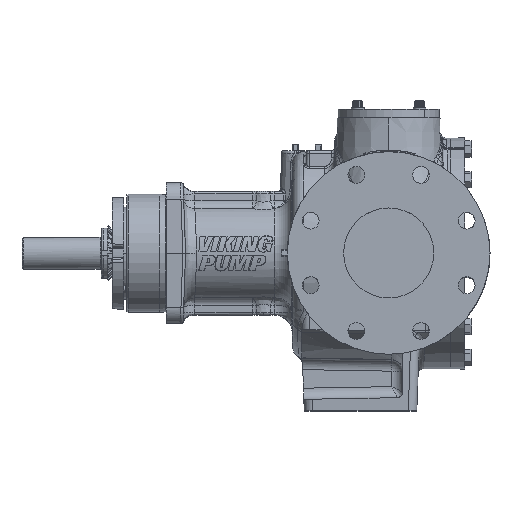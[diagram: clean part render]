
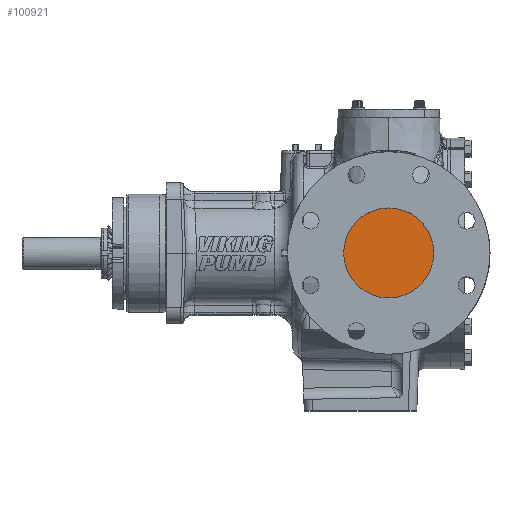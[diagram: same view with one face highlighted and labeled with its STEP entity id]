
A CAD part, top view. The second image highlights one B-rep face of the part: STEP entity #100921.
In plain terms, the highlighted planar face has unit normal (0, 0, 1).
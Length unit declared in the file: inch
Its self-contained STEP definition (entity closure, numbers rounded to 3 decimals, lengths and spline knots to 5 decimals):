
#2563 = AXIS2_PLACEMENT_3D ( 'NONE', #121460, #46424, #133854 ) ;
#27505 = EDGE_CURVE ( 'NONE', #34939, #30241, #157657, .T. ) ;
#30241 = VERTEX_POINT ( 'NONE', #139908 ) ;
#34939 = VERTEX_POINT ( 'NONE', #108215 ) ;
#44363 = FACE_OUTER_BOUND ( 'NONE', #64096, .T. ) ;
#46424 = DIRECTION ( 'NONE',  ( 0., 0., 1. ) ) ;
#55591 = CARTESIAN_POINT ( 'NONE',  ( -2.75, 0., 8. ) ) ;
#64096 = EDGE_LOOP ( 'NONE', ( #143635, #140536 ) ) ;
#68200 = DIRECTION ( 'NONE',  ( 1., 0., 0. ) ) ;
#93156 = AXIS2_PLACEMENT_3D ( 'NONE', #126620, #126424, #126106 ) ;
#100921 = ADVANCED_FACE ( 'NONE', ( #44363 ), #145793, .T. ) ;
#108215 = CARTESIAN_POINT ( 'NONE',  ( -0.75, 0., 8. ) ) ;
#112082 = AXIS2_PLACEMENT_3D ( 'NONE', #55591, #142928, #68200 ) ;
#121460 = CARTESIAN_POINT ( 'NONE',  ( -2.743, -0.0001, 8. ) ) ;
#126106 = DIRECTION ( 'NONE',  ( 1., 0., 0. ) ) ;
#126424 = DIRECTION ( 'NONE',  ( 0., 0., -1. ) ) ;
#126620 = CARTESIAN_POINT ( 'NONE',  ( -2.75, 0., 8. ) ) ;
#133854 = DIRECTION ( 'NONE',  ( 1., 0., 0. ) ) ;
#139908 = CARTESIAN_POINT ( 'NONE',  ( -4.75, 0., 8. ) ) ;
#140536 = ORIENTED_EDGE ( 'NONE', *, *, #153606, .F. ) ;
#142928 = DIRECTION ( 'NONE',  ( 0., 0., -1. ) ) ;
#143635 = ORIENTED_EDGE ( 'NONE', *, *, #27505, .F. ) ;
#145793 = PLANE ( 'NONE',  #2563 ) ;
#150460 = CIRCLE ( 'NONE', #112082, 2. ) ;
#153606 = EDGE_CURVE ( 'NONE', #30241, #34939, #150460, .T. ) ;
#157657 = CIRCLE ( 'NONE', #93156, 2. ) ;
